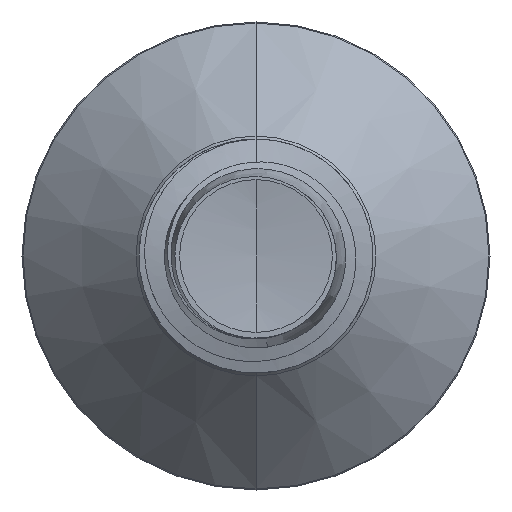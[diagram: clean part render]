
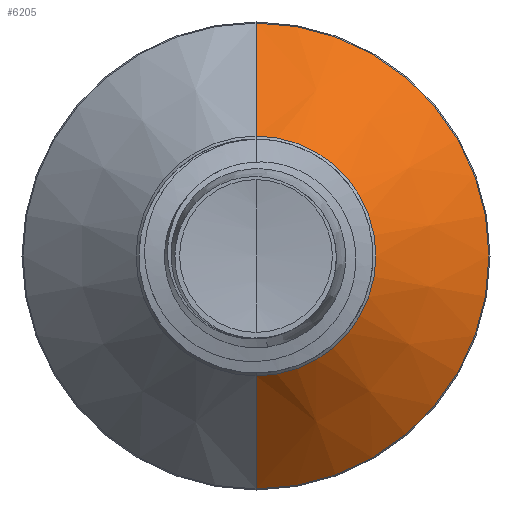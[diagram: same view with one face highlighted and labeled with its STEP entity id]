
A CAD part, front view. The second image highlights one B-rep face of the part: STEP entity #6205.
In plain terms, the highlighted conical face has half-angle 45 degrees and reference radius 2.563 mm.
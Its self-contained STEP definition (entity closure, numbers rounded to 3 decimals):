
#80 = FACE_OUTER_BOUND ( 'NONE', #6697, .T. ) ;
#559 = LINE ( 'NONE', #4026, #3300 ) ;
#813 = VECTOR ( 'NONE', #4478, 1000. ) ;
#926 = LINE ( 'NONE', #6446, #813 ) ;
#1360 = DIRECTION ( 'NONE',  ( 0., 1., 0. ) ) ;
#1676 = AXIS2_PLACEMENT_3D ( 'NONE', #7187, #1360, #8091 ) ;
#1723 = ORIENTED_EDGE ( 'NONE', *, *, #7341, .T. ) ;
#1765 = ORIENTED_EDGE ( 'NONE', *, *, #10575, .T. ) ;
#1948 = ORIENTED_EDGE ( 'NONE', *, *, #11120, .F. ) ;
#2000 = ORIENTED_EDGE ( 'NONE', *, *, #11050, .F. ) ;
#3300 = VECTOR ( 'NONE', #4958, 1000. ) ;
#3608 = VERTEX_POINT ( 'NONE', #10424 ) ;
#3915 = CIRCLE ( 'NONE', #1676, 2.563 ) ;
#4026 = CARTESIAN_POINT ( 'NONE',  ( 0., 3.313, 2.563 ) ) ;
#4071 = DIRECTION ( 'NONE',  ( 0., 1., 0. ) ) ;
#4478 = DIRECTION ( 'NONE',  ( 0., 0.707, -0.707 ) ) ;
#4625 = AXIS2_PLACEMENT_3D ( 'NONE', #7633, #6698, #10368 ) ;
#4958 = DIRECTION ( 'NONE',  ( 0., 0.707, 0.707 ) ) ;
#5382 = CARTESIAN_POINT ( 'NONE',  ( 0., 3.313, 2.563 ) ) ;
#5731 = CIRCLE ( 'NONE', #8036, 4.978 ) ;
#6205 = ADVANCED_FACE ( 'NONE', ( #80 ), #8022, .T. ) ;
#6446 = CARTESIAN_POINT ( 'NONE',  ( 0., 3.313, -2.563 ) ) ;
#6697 = EDGE_LOOP ( 'NONE', ( #1723, #1765, #1948, #2000 ) ) ;
#6698 = DIRECTION ( 'NONE',  ( 0., 1., 0. ) ) ;
#7187 = CARTESIAN_POINT ( 'NONE',  ( 0., 3.313, 0. ) ) ;
#7341 = EDGE_CURVE ( 'NONE', #10440, #3608, #3915, .T. ) ;
#7633 = CARTESIAN_POINT ( 'NONE',  ( 0., 3.313, 0. ) ) ;
#8022 = CONICAL_SURFACE ( 'NONE', #4625, 2.563, 0.785 ) ;
#8036 = AXIS2_PLACEMENT_3D ( 'NONE', #9592, #4071, #10564 ) ;
#8091 = DIRECTION ( 'NONE',  ( 0., 0., 1. ) ) ;
#8186 = CARTESIAN_POINT ( 'NONE',  ( 0., 5.728, -4.978 ) ) ;
#9058 = CARTESIAN_POINT ( 'NONE',  ( 0., 5.728, 4.978 ) ) ;
#9534 = VERTEX_POINT ( 'NONE', #9058 ) ;
#9584 = VERTEX_POINT ( 'NONE', #8186 ) ;
#9592 = CARTESIAN_POINT ( 'NONE',  ( 0., 5.728, 0. ) ) ;
#10368 = DIRECTION ( 'NONE',  ( 0., 0., 1. ) ) ;
#10424 = CARTESIAN_POINT ( 'NONE',  ( 0., 3.313, -2.563 ) ) ;
#10440 = VERTEX_POINT ( 'NONE', #5382 ) ;
#10564 = DIRECTION ( 'NONE',  ( 0., 0., 1. ) ) ;
#10575 = EDGE_CURVE ( 'NONE', #3608, #9584, #926, .T. ) ;
#11050 = EDGE_CURVE ( 'NONE', #10440, #9534, #559, .T. ) ;
#11120 = EDGE_CURVE ( 'NONE', #9534, #9584, #5731, .T. ) ;
